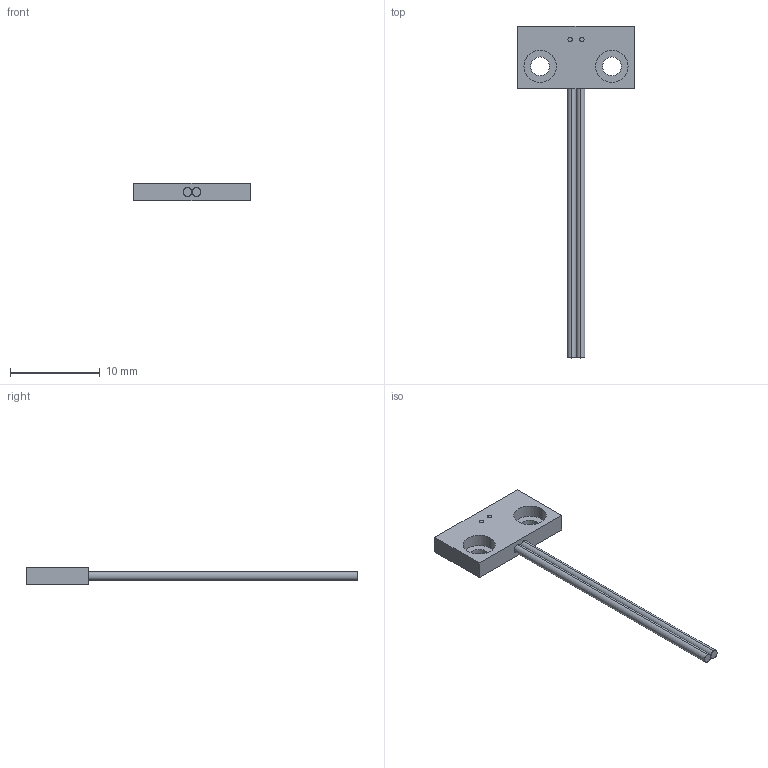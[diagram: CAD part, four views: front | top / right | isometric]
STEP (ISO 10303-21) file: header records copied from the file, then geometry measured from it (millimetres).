
FILE_DESCRIPTION (( 'STEP AP214' ), '1' );
FILE_NAME ('GPF-D041-F.STEP', '2017-11-17T23:58:47', ( '' ), ( '' ), 'SwSTEP 2.0', 'SolidWorks 2018', '' );
FILE_SCHEMA (( 'AUTOMOTIVE_DESIGN' ));
Length unit declared in the file: millimetre
Products named in the file (4): GPF-D041-F_LENS; GPF-D041-F_FIBER; GPF-D041-F_HEAD; GPF-D041-F
Assembly tree (5 placements, depth 2):
  GPF-D041-F
    GPF-D041-F_HEAD
    GPF-D041-F_FIBER  x2
    GPF-D041-F_LENS  x2
Bounding box: 13 x 37 x 2 mm (x, y, z)
Volume: 196.4 mm3; surface area: 480.6 mm2
Topology: 5 solids, 5 shells, 38 faces, 72 edges, 48 vertices
Faces by surface type: cylinder 20, plane 18
Entity records: 974 total; most frequent: DIRECTION 168, CARTESIAN_POINT 138, ORIENTED_EDGE 120, AXIS2_PLACEMENT_3D 70, EDGE_CURVE 60, VERTEX_POINT 40, EDGE_LOOP 38, CIRCLE 32
